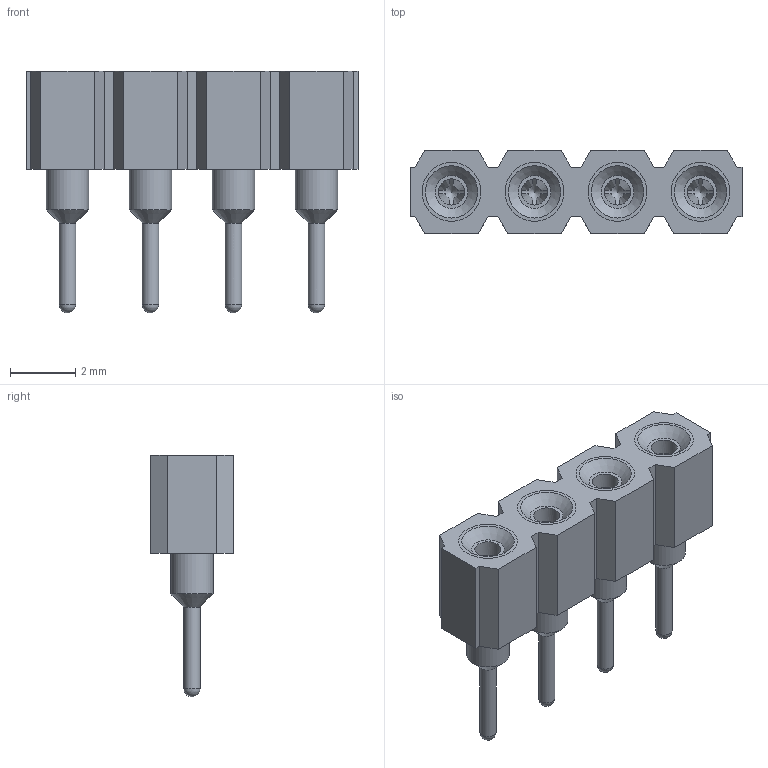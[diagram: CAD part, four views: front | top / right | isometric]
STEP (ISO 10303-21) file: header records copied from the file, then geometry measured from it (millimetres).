
FILE_DESCRIPTION(('STEP AP214'), '1');
FILE_NAME('SCSL (DS1002-01 CONNFLY)', '', ('UNSPECIFIED'), ('UNSPECIFIED'), 'ASCON STEP Converter 1.6', 'ASCON Math Kernel', '');
FILE_SCHEMA(('AUTOMOTIVE_DESIGN { 1 0 10303 214 3 1 1}'));
Length unit declared in the file: millimetre
Bounding box: 10.16 x 2.54 x 7.4 mm (x, y, z)
Volume: 67.2 mm3; surface area: 379.7 mm2
Topology: 9 solids, 9 shells, 198 faces, 456 edges, 276 vertices
Faces by surface type: plane 118, cone 44, cylinder 32, sphere 4
Full cylindrical faces by diameter (mm): 0.5 x4, 0.8 x4, 1 x8, 1.3 x8, 1.8 x8
Entity records: 7500 total; most frequent: CARTESIAN_POINT 1571, DIRECTION 898, ORIENTED_EDGE 800, EDGE_CURVE 400, AXIS2_PLACEMENT_3D 363, VERTEX_POINT 268, EDGE_LOOP 262, COLOUR_RGB 207
